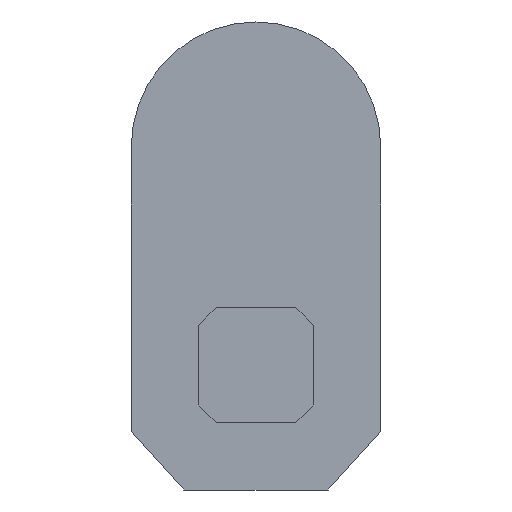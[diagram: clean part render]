
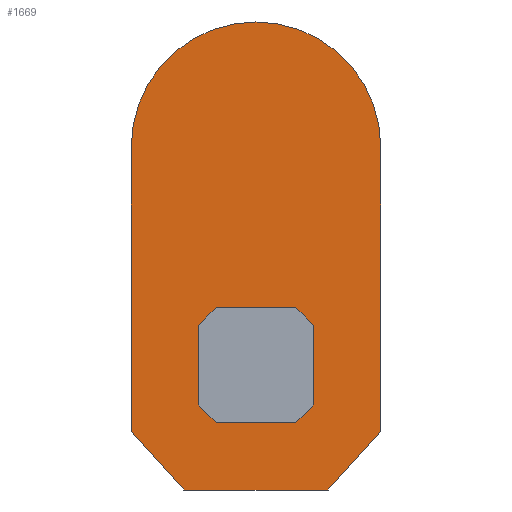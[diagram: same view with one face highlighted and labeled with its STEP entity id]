
A CAD part, front view. The second image highlights one B-rep face of the part: STEP entity #1669.
In plain terms, the highlighted planar face has unit normal (0, -1, 0).
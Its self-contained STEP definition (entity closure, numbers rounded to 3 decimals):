
#1 = CARTESIAN_POINT ( 'NONE',  ( -9.25, 0., -11.13 ) ) ;
#13 = VERTEX_POINT ( 'NONE', #1065 ) ;
#22 = LINE ( 'NONE', #274, #1097 ) ;
#37 = CARTESIAN_POINT ( 'NONE',  ( -11.543, 0., -37.5 ) ) ;
#39 = VECTOR ( 'NONE', #1204, 1000. ) ;
#49 = EDGE_CURVE ( 'NONE', #1304, #999, #301, .T. ) ;
#72 = VERTEX_POINT ( 'NONE', #1253 ) ;
#83 = VECTOR ( 'NONE', #928, 1000. ) ;
#103 = VERTEX_POINT ( 'NONE', #1677 ) ;
#132 = EDGE_LOOP ( 'NONE', ( #958, #1580, #990, #684, #571, #1637 ) ) ;
#139 = ORIENTED_EDGE ( 'NONE', *, *, #1035, .F. ) ;
#147 = DIRECTION ( 'NONE',  ( -0.707, 0., -0.707 ) ) ;
#157 = EDGE_CURVE ( 'NONE', #180, #661, #1245, .T. ) ;
#158 = VERTEX_POINT ( 'NONE', #981 ) ;
#165 = DIRECTION ( 'NONE',  ( -0.707, 0., 0.707 ) ) ;
#180 = VERTEX_POINT ( 'NONE', #37 ) ;
#191 = AXIS2_PLACEMENT_3D ( 'NONE', #1318, #1329, #371 ) ;
#224 = CARTESIAN_POINT ( 'NONE',  ( -20., 0., -28.17 ) ) ;
#233 = VERTEX_POINT ( 'NONE', #1284 ) ;
#250 = CARTESIAN_POINT ( 'NONE',  ( -9.25, 0., -23.87 ) ) ;
#273 = CARTESIAN_POINT ( 'NONE',  ( 20., 0., 17.5 ) ) ;
#274 = CARTESIAN_POINT ( 'NONE',  ( 20., 0., -28.17 ) ) ;
#277 = DIRECTION ( 'NONE',  ( 0., 0., -1. ) ) ;
#288 = ORIENTED_EDGE ( 'NONE', *, *, #1093, .F. ) ;
#301 = LINE ( 'NONE', #940, #1059 ) ;
#314 = AXIS2_PLACEMENT_3D ( 'NONE', #1052, #1737, #778 ) ;
#343 = VERTEX_POINT ( 'NONE', #1462 ) ;
#367 = CARTESIAN_POINT ( 'NONE',  ( 6.37, 0., -26.75 ) ) ;
#370 = ORIENTED_EDGE ( 'NONE', *, *, #49, .F. ) ;
#371 = DIRECTION ( 'NONE',  ( 0., 0., 1. ) ) ;
#374 = EDGE_CURVE ( 'NONE', #233, #618, #1138, .T. ) ;
#384 = VECTOR ( 'NONE', #1594, 1000. ) ;
#434 = VERTEX_POINT ( 'NONE', #1251 ) ;
#441 = LINE ( 'NONE', #1551, #652 ) ;
#443 = LINE ( 'NONE', #1757, #1113 ) ;
#447 = DIRECTION ( 'NONE',  ( -0.672, 0., 0.741 ) ) ;
#482 = LINE ( 'NONE', #367, #584 ) ;
#511 = CARTESIAN_POINT ( 'NONE',  ( 9.25, 0., -23.87 ) ) ;
#533 = ORIENTED_EDGE ( 'NONE', *, *, #781, .F. ) ;
#537 = DIRECTION ( 'NONE',  ( 0., 0., 1. ) ) ;
#552 = CARTESIAN_POINT ( 'NONE',  ( 9.25, 0., -11.13 ) ) ;
#571 = ORIENTED_EDGE ( 'NONE', *, *, #1608, .F. ) ;
#584 = VECTOR ( 'NONE', #639, 1000. ) ;
#618 = VERTEX_POINT ( 'NONE', #1108 ) ;
#632 = LINE ( 'NONE', #1628, #929 ) ;
#639 = DIRECTION ( 'NONE',  ( 0.707, 0., 0.707 ) ) ;
#652 = VECTOR ( 'NONE', #1683, 1000. ) ;
#661 = VERTEX_POINT ( 'NONE', #224 ) ;
#684 = ORIENTED_EDGE ( 'NONE', *, *, #1004, .F. ) ;
#707 = FACE_BOUND ( 'NONE', #1099, .T. ) ;
#773 = CARTESIAN_POINT ( 'NONE',  ( -9.25, 0., -23.87 ) ) ;
#778 = DIRECTION ( 'NONE',  ( 0., 0., 1. ) ) ;
#781 = EDGE_CURVE ( 'NONE', #343, #1341, #482, .T. ) ;
#842 = VERTEX_POINT ( 'NONE', #273 ) ;
#858 = CIRCLE ( 'NONE', #191, 20. ) ;
#862 = VECTOR ( 'NONE', #447, 1000. ) ;
#866 = CARTESIAN_POINT ( 'NONE',  ( -6.37, 0., -8.25 ) ) ;
#872 = EDGE_CURVE ( 'NONE', #13, #180, #632, .T. ) ;
#902 = LINE ( 'NONE', #773, #384 ) ;
#913 = CARTESIAN_POINT ( 'NONE',  ( 6.37, 0., -8.25 ) ) ;
#928 = DIRECTION ( 'NONE',  ( 1., 0., 0. ) ) ;
#929 = VECTOR ( 'NONE', #1213, 1000. ) ;
#940 = CARTESIAN_POINT ( 'NONE',  ( -6.37, 0., -8.25 ) ) ;
#956 = LINE ( 'NONE', #913, #39 ) ;
#958 = ORIENTED_EDGE ( 'NONE', *, *, #157, .F. ) ;
#981 = CARTESIAN_POINT ( 'NONE',  ( 6.37, 0., -8.25 ) ) ;
#990 = ORIENTED_EDGE ( 'NONE', *, *, #1406, .F. ) ;
#992 = VECTOR ( 'NONE', #165, 1000. ) ;
#999 = VERTEX_POINT ( 'NONE', #1 ) ;
#1004 = EDGE_CURVE ( 'NONE', #842, #72, #443, .T. ) ;
#1035 = EDGE_CURVE ( 'NONE', #158, #1304, #956, .T. ) ;
#1052 = CARTESIAN_POINT ( 'NONE',  ( 0., 0., 17.5 ) ) ;
#1059 = VECTOR ( 'NONE', #147, 1000. ) ;
#1065 = CARTESIAN_POINT ( 'NONE',  ( 11.543, 0., -37.5 ) ) ;
#1093 = EDGE_CURVE ( 'NONE', #1341, #103, #1185, .T. ) ;
#1097 = VECTOR ( 'NONE', #1361, 1000. ) ;
#1099 = EDGE_LOOP ( 'NONE', ( #1542, #1261, #370, #139, #1611, #288, #533, #1376 ) ) ;
#1108 = CARTESIAN_POINT ( 'NONE',  ( -6.37, 0., -26.75 ) ) ;
#1113 = VECTOR ( 'NONE', #277, 1000. ) ;
#1115 = VECTOR ( 'NONE', #1190, 1000. ) ;
#1138 = LINE ( 'NONE', #250, #1115 ) ;
#1151 = EDGE_CURVE ( 'NONE', #103, #158, #1209, .T. ) ;
#1164 = VECTOR ( 'NONE', #537, 1000. ) ;
#1185 = LINE ( 'NONE', #1384, #1164 ) ;
#1190 = DIRECTION ( 'NONE',  ( 0.707, 0., -0.707 ) ) ;
#1204 = DIRECTION ( 'NONE',  ( -1., 0., 0. ) ) ;
#1209 = LINE ( 'NONE', #552, #992 ) ;
#1213 = DIRECTION ( 'NONE',  ( -1., 0., 0. ) ) ;
#1216 = EDGE_CURVE ( 'NONE', #661, #434, #441, .T. ) ;
#1245 = LINE ( 'NONE', #1263, #862 ) ;
#1251 = CARTESIAN_POINT ( 'NONE',  ( -20., 0., 17.5 ) ) ;
#1253 = CARTESIAN_POINT ( 'NONE',  ( 20., 0., -28.17 ) ) ;
#1261 = ORIENTED_EDGE ( 'NONE', *, *, #1659, .F. ) ;
#1263 = CARTESIAN_POINT ( 'NONE',  ( -20., 0., -28.17 ) ) ;
#1284 = CARTESIAN_POINT ( 'NONE',  ( -9.25, 0., -23.87 ) ) ;
#1304 = VERTEX_POINT ( 'NONE', #866 ) ;
#1318 = CARTESIAN_POINT ( 'NONE',  ( 0., 0., 17.5 ) ) ;
#1329 = DIRECTION ( 'NONE',  ( 0., 1., 0. ) ) ;
#1341 = VERTEX_POINT ( 'NONE', #511 ) ;
#1361 = DIRECTION ( 'NONE',  ( -0.672, 0., -0.741 ) ) ;
#1376 = ORIENTED_EDGE ( 'NONE', *, *, #1415, .F. ) ;
#1384 = CARTESIAN_POINT ( 'NONE',  ( 9.25, 0., -23.87 ) ) ;
#1406 = EDGE_CURVE ( 'NONE', #72, #13, #22, .T. ) ;
#1415 = EDGE_CURVE ( 'NONE', #618, #343, #1442, .T. ) ;
#1442 = LINE ( 'NONE', #1647, #83 ) ;
#1462 = CARTESIAN_POINT ( 'NONE',  ( 6.37, 0., -26.75 ) ) ;
#1542 = ORIENTED_EDGE ( 'NONE', *, *, #374, .F. ) ;
#1551 = CARTESIAN_POINT ( 'NONE',  ( -20., 0., 17.5 ) ) ;
#1580 = ORIENTED_EDGE ( 'NONE', *, *, #872, .F. ) ;
#1594 = DIRECTION ( 'NONE',  ( 0., 0., -1. ) ) ;
#1599 = FACE_OUTER_BOUND ( 'NONE', #132, .T. ) ;
#1608 = EDGE_CURVE ( 'NONE', #434, #842, #858, .T. ) ;
#1611 = ORIENTED_EDGE ( 'NONE', *, *, #1151, .F. ) ;
#1628 = CARTESIAN_POINT ( 'NONE',  ( 11.543, 0., -37.5 ) ) ;
#1637 = ORIENTED_EDGE ( 'NONE', *, *, #1216, .F. ) ;
#1647 = CARTESIAN_POINT ( 'NONE',  ( 6.37, 0., -26.75 ) ) ;
#1659 = EDGE_CURVE ( 'NONE', #999, #233, #902, .T. ) ;
#1669 = ADVANCED_FACE ( 'NONE', ( #1599, #707 ), #1744, .F. ) ;
#1677 = CARTESIAN_POINT ( 'NONE',  ( 9.25, 0., -11.13 ) ) ;
#1683 = DIRECTION ( 'NONE',  ( 0., 0., 1. ) ) ;
#1737 = DIRECTION ( 'NONE',  ( 0., 1., 0. ) ) ;
#1744 = PLANE ( 'NONE',  #314 ) ;
#1757 = CARTESIAN_POINT ( 'NONE',  ( 20., 0., 17.5 ) ) ;
